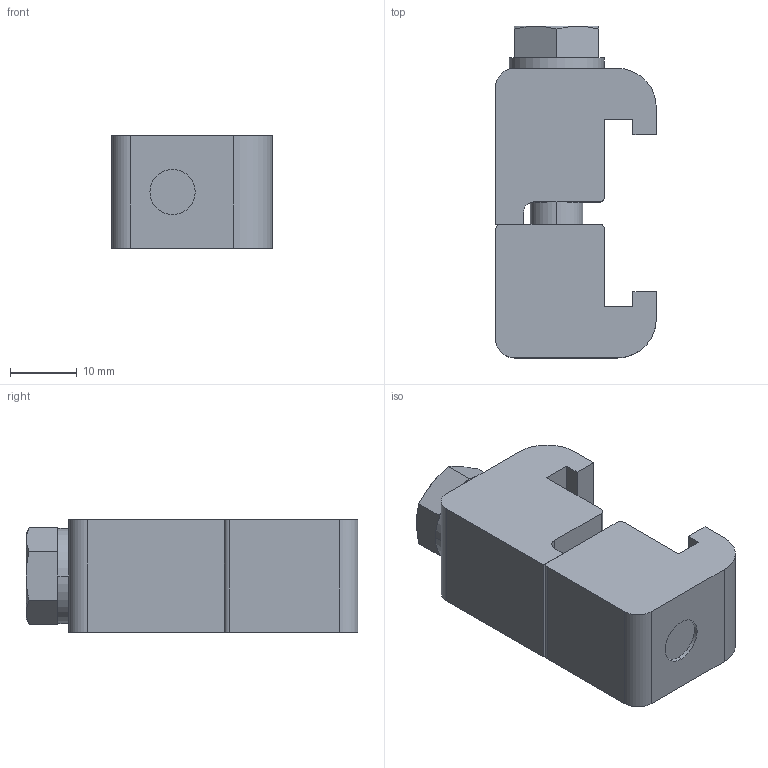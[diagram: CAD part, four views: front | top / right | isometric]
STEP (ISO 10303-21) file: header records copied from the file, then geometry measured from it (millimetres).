
FILE_DESCRIPTION (( 'STEP AP203' ), '1' );
FILE_NAME ('802000.STEP', '2024-03-04T07:14:15', ( '' ), ( '' ), 'SwSTEP 2.0', 'SolidWorks 2022', '' );
FILE_SCHEMA (( 'CONFIG_CONTROL_DESIGN' ));
Length unit declared in the file: inch
Products named in the file (4): 802000; 980220; 980230; SUB
Assembly tree (3 placements, depth 2):
  802000
    SUB
    980220
    980230
Bounding box: 24.13 x 49.86 x 16.97 mm (x, y, z)
Volume: 14549.1 mm3; surface area: 7373 mm2
Topology: 4 solids, 4 shells, 55 faces, 139 edges, 92 vertices
Faces by surface type: plane 33, cylinder 18, bspline 2, cone 2
Entity records: 2155 total; most frequent: CARTESIAN_POINT 381, DIRECTION 291, ORIENTED_EDGE 278, EDGE_CURVE 139, AXIS2_PLACEMENT_3D 102, VERTEX_POINT 92, VECTOR 87, LINE 87
